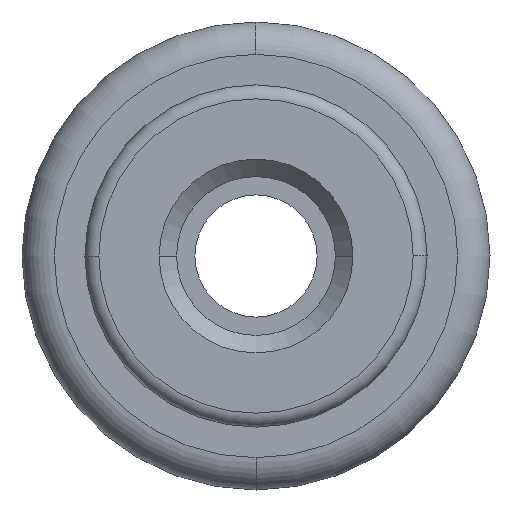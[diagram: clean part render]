
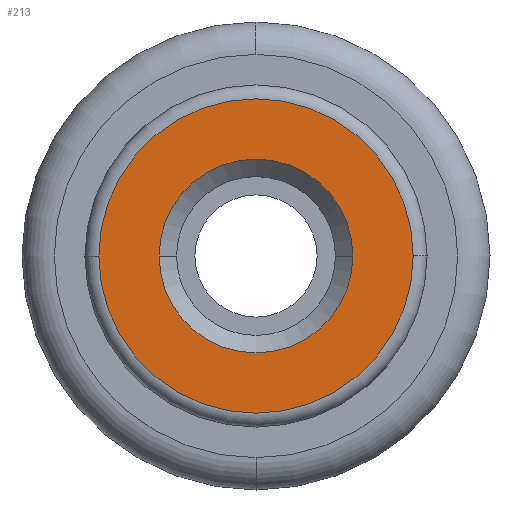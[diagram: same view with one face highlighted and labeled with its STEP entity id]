
A CAD part, front view. The second image highlights one B-rep face of the part: STEP entity #213.
In plain terms, the highlighted planar face has unit normal (0, -1, 0).
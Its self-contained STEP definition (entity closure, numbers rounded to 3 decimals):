
#213=ADVANCED_FACE('',(#464,#465),#466,.T.);
#464=FACE_BOUND('',#751,.T.);
#465=FACE_OUTER_BOUND('',#752,.T.);
#466=PLANE('',#753);
#751=EDGE_LOOP('',(#1299,#1300));
#752=EDGE_LOOP('',(#1301,#1302));
#753=AXIS2_PLACEMENT_3D('',#1303,#1304,#1305);
#1299=ORIENTED_EDGE('',*,*,#1733,.T.);
#1300=ORIENTED_EDGE('',*,*,#1824,.T.);
#1301=ORIENTED_EDGE('',*,*,#1844,.F.);
#1302=ORIENTED_EDGE('',*,*,#1842,.F.);
#1303=CARTESIAN_POINT('',(4.5,0.0,0.0));
#1304=DIRECTION('',(-0.0,-1.0,-0.0));
#1305=DIRECTION('',(-1.0,0.0,0.0));
#1733=EDGE_CURVE('',#2093,#2091,#2094,.T.);
#1824=EDGE_CURVE('',#2091,#2093,#2222,.T.);
#1842=EDGE_CURVE('',#2243,#2240,#2245,.T.);
#1844=EDGE_CURVE('',#2240,#2243,#2247,.T.);
#2091=VERTEX_POINT('',#2522);
#2093=VERTEX_POINT('',#2525);
#2094=CIRCLE('',#2526,5.55);
#2222=CIRCLE('',#2671,5.55);
#2240=VERTEX_POINT('',#2691);
#2243=VERTEX_POINT('',#2695);
#2245=CIRCLE('',#2698,9.0);
#2247=CIRCLE('',#2700,9.0);
#2522=CARTESIAN_POINT('',(5.55,0.0,0.));
#2525=CARTESIAN_POINT('',(-5.55,0.0,0.));
#2526=AXIS2_PLACEMENT_3D('',#2994,#2995,#2996);
#2671=AXIS2_PLACEMENT_3D('',#3161,#3162,#3163);
#2691=CARTESIAN_POINT('',(9.0,0.0,0.0));
#2695=CARTESIAN_POINT('',(-9.0,0.0,0.));
#2698=AXIS2_PLACEMENT_3D('',#3192,#3193,#3194);
#2700=AXIS2_PLACEMENT_3D('',#3195,#3196,#3197);
#2994=CARTESIAN_POINT('',(0.0,0.0,0.0));
#2995=DIRECTION('',(-0.0,1.0,0.0));
#2996=DIRECTION('',(1.0,0.0,0.0));
#3161=CARTESIAN_POINT('',(0.0,0.0,0.0));
#3162=DIRECTION('',(-0.0,1.0,0.0));
#3163=DIRECTION('',(1.0,0.0,0.0));
#3192=CARTESIAN_POINT('',(0.0,0.0,0.0));
#3193=DIRECTION('',(-0.0,1.0,0.0));
#3194=DIRECTION('',(1.0,0.0,0.0));
#3195=CARTESIAN_POINT('',(0.0,0.0,0.0));
#3196=DIRECTION('',(-0.0,1.0,0.0));
#3197=DIRECTION('',(1.0,0.0,0.0));
